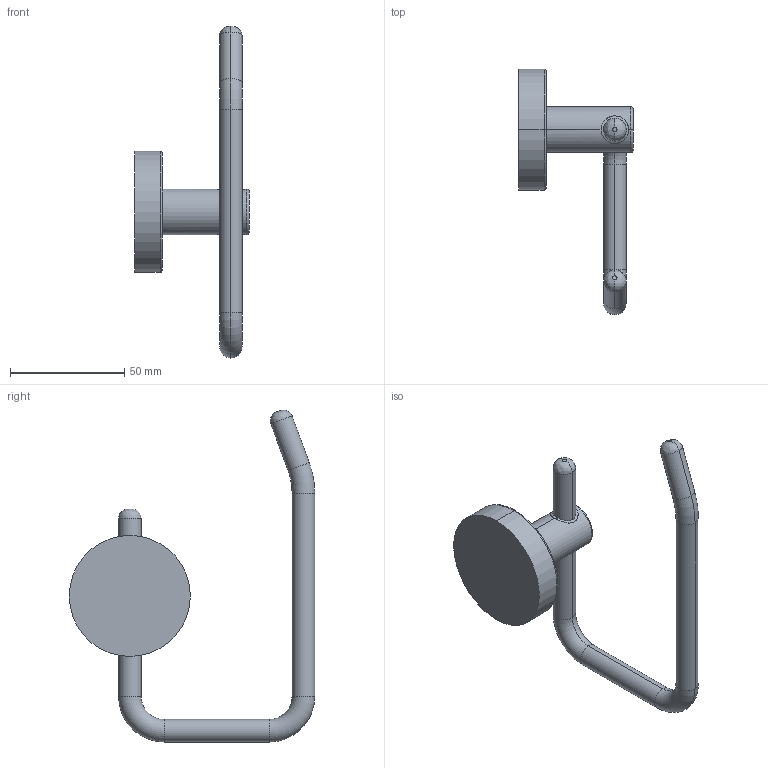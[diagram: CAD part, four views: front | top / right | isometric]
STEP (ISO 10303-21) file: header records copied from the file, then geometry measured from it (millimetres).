
FILE_DESCRIPTION((''),'2;1');
FILE_NAME('151','2019-02-17T',('MQ'),(''),'PRO/ENGINEER BY PARAMETRIC TECHNOLOGY CORPORATION, 2012130','PRO/ENGINEER BY PARAMETRIC TECHNOLOGY CORPORATION, 2012130','');
FILE_SCHEMA(('CONFIG_CONTROL_DESIGN'));
Length unit declared in the file: millimetre
Products named in the file (1): 151
Bounding box: 50 x 107.45 x 145.35 mm (x, y, z)
Volume: 59864.5 mm3; surface area: 19903.8 mm2
Topology: 3 solids, 3 shells, 39 faces, 78 edges, 44 vertices
Faces by surface type: cylinder 20, torus 10, plane 5, bspline 4
Entity records: 1328 total; most frequent: CARTESIAN_POINT 481, DIRECTION 182, ORIENTED_EDGE 156, AXIS2_PLACEMENT_3D 81, EDGE_CURVE 78, CIRCLE 46, VERTEX_POINT 44, EDGE_LOOP 42
